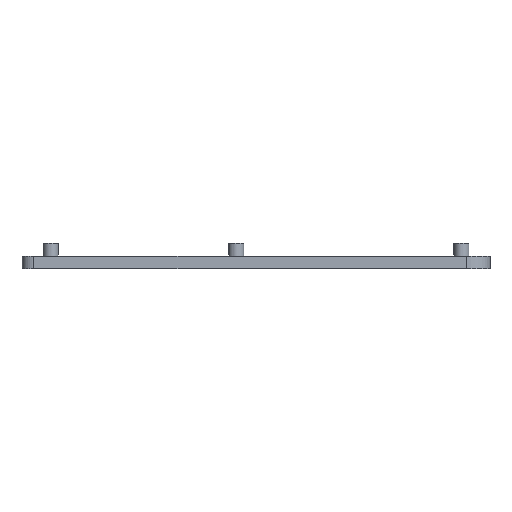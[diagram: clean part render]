
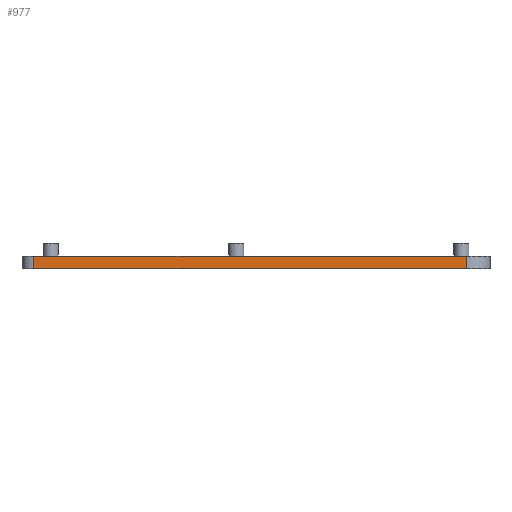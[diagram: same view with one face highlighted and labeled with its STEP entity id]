
A CAD part, front view. The second image highlights one B-rep face of the part: STEP entity #977.
In plain terms, the highlighted planar face has unit normal (0, -1, 0).
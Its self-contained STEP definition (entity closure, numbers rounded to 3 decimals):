
#96=DIRECTION('',(1.,0.,0.));
#97=VECTOR('',#96,74.2);
#98=CARTESIAN_POINT('',(-38.1,0.,0.));
#99=LINE('',#98,#97);
#222=DIRECTION('',(1.,0.,0.));
#223=VECTOR('',#222,74.2);
#224=CARTESIAN_POINT('',(-38.1,0.,2.2));
#225=LINE('',#224,#223);
#351=DIRECTION('',(0.,0.,1.));
#352=VECTOR('',#351,2.2);
#353=CARTESIAN_POINT('',(-38.1,0.,0.));
#354=LINE('',#353,#352);
#355=DIRECTION('',(0.,0.,1.));
#356=VECTOR('',#355,2.2);
#357=CARTESIAN_POINT('',(36.1,0.,0.));
#358=LINE('',#357,#356);
#426=CARTESIAN_POINT('',(-38.1,0.,0.));
#428=VERTEX_POINT('',#426);
#429=CARTESIAN_POINT('',(36.1,0.,0.));
#430=VERTEX_POINT('',#429);
#446=CARTESIAN_POINT('',(-38.1,0.,2.2));
#448=VERTEX_POINT('',#446);
#449=CARTESIAN_POINT('',(36.1,0.,2.2));
#450=VERTEX_POINT('',#449);
#965=CARTESIAN_POINT('',(-38.1,0.,0.));
#966=DIRECTION('',(0.,-1.,0.));
#967=DIRECTION('',(1.,0.,0.));
#968=AXIS2_PLACEMENT_3D('',#965,#966,#967);
#969=PLANE('',#968);
#970=ORIENTED_EDGE('',*,*,#600,.F.);
#971=ORIENTED_EDGE('',*,*,#960,.T.);
#972=ORIENTED_EDGE('',*,*,#687,.T.);
#974=ORIENTED_EDGE('',*,*,#973,.F.);
#975=EDGE_LOOP('',(#970,#971,#972,#974));
#976=FACE_OUTER_BOUND('',#975,.F.);
#977=ADVANCED_FACE('',(#976),#969,.T.);
#600=EDGE_CURVE('',#428,#430,#99,.T.);
#687=EDGE_CURVE('',#448,#450,#225,.T.);
#960=EDGE_CURVE('',#428,#448,#354,.T.);
#973=EDGE_CURVE('',#430,#450,#358,.T.);
